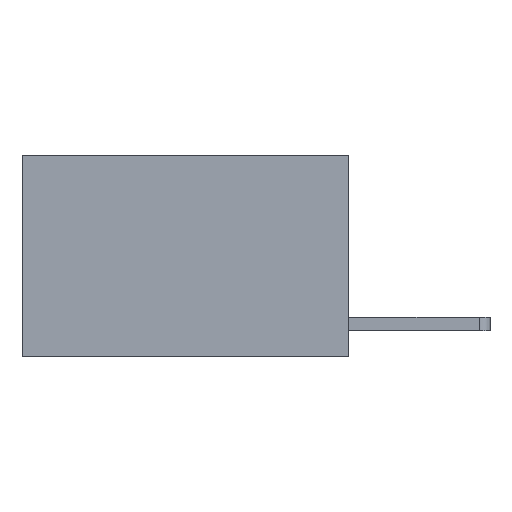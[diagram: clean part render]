
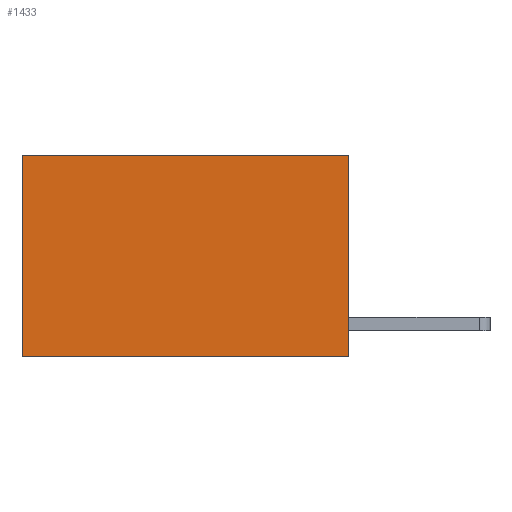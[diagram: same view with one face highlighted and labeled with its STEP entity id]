
A CAD part, left-side view. The second image highlights one B-rep face of the part: STEP entity #1433.
In plain terms, the highlighted planar face has unit normal (-1, 0, 0).
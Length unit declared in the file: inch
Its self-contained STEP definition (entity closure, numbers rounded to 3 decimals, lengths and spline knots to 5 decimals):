
#161 = CARTESIAN_POINT ( 'NONE',  ( 0.2625, 0., -0.37 ) ) ;
#1433 = ADVANCED_FACE ( 'NONE', ( #2906 ), #5932, .F. ) ;
#1437 = CARTESIAN_POINT ( 'NONE',  ( 0.2625, 0., 0. ) ) ;
#2056 = VERTEX_POINT ( 'NONE', #3906 ) ;
#2465 = EDGE_CURVE ( 'NONE', #3903, #8747, #6878, .T. ) ;
#2531 = VECTOR ( 'NONE', #9651, 39.37008 ) ;
#2660 = EDGE_LOOP ( 'NONE', ( #5576, #6425, #7268, #3547 ) ) ;
#2761 = CARTESIAN_POINT ( 'NONE',  ( 0.2625, 0.6, 0. ) ) ;
#2819 = EDGE_CURVE ( 'NONE', #2056, #6964, #5839, .T. ) ;
#2906 = FACE_OUTER_BOUND ( 'NONE', #2660, .T. ) ;
#3410 = VECTOR ( 'NONE', #8821, 39.37008 ) ;
#3547 = ORIENTED_EDGE ( 'NONE', *, *, #2819, .T. ) ;
#3903 = VERTEX_POINT ( 'NONE', #5317 ) ;
#3906 = CARTESIAN_POINT ( 'NONE',  ( 0.2625, 0., 0. ) ) ;
#4464 = CARTESIAN_POINT ( 'NONE',  ( 0.2625, 0., 0. ) ) ;
#5097 = LINE ( 'NONE', #2761, #3410 ) ;
#5317 = CARTESIAN_POINT ( 'NONE',  ( 0.2625, 0., -0.37 ) ) ;
#5576 = ORIENTED_EDGE ( 'NONE', *, *, #6329, .T. ) ;
#5839 = LINE ( 'NONE', #4464, #6699 ) ;
#5932 = PLANE ( 'NONE',  #6490 ) ;
#6329 = EDGE_CURVE ( 'NONE', #6964, #8747, #5097, .T. ) ;
#6425 = ORIENTED_EDGE ( 'NONE', *, *, #2465, .F. ) ;
#6490 = AXIS2_PLACEMENT_3D ( 'NONE', #1437, #6669, #8871 ) ;
#6669 = DIRECTION ( 'NONE',  ( 1., 0., 0. ) ) ;
#6699 = VECTOR ( 'NONE', #7490, 39.37008 ) ;
#6878 = LINE ( 'NONE', #161, #8104 ) ;
#6960 = CARTESIAN_POINT ( 'NONE',  ( 0.2625, 0.6, -0.37 ) ) ;
#6964 = VERTEX_POINT ( 'NONE', #8207 ) ;
#7268 = ORIENTED_EDGE ( 'NONE', *, *, #9096, .F. ) ;
#7490 = DIRECTION ( 'NONE',  ( 0., 1., 0. ) ) ;
#8043 = LINE ( 'NONE', #8971, #2531 ) ;
#8104 = VECTOR ( 'NONE', #8637, 39.37008 ) ;
#8207 = CARTESIAN_POINT ( 'NONE',  ( 0.2625, 0.6, 0. ) ) ;
#8637 = DIRECTION ( 'NONE',  ( 0., 1., 0. ) ) ;
#8747 = VERTEX_POINT ( 'NONE', #6960 ) ;
#8821 = DIRECTION ( 'NONE',  ( 0., 0., -1. ) ) ;
#8871 = DIRECTION ( 'NONE',  ( 0., 0., -1. ) ) ;
#8971 = CARTESIAN_POINT ( 'NONE',  ( 0.2625, 0., 0. ) ) ;
#9096 = EDGE_CURVE ( 'NONE', #2056, #3903, #8043, .T. ) ;
#9651 = DIRECTION ( 'NONE',  ( 0., 0., -1. ) ) ;
